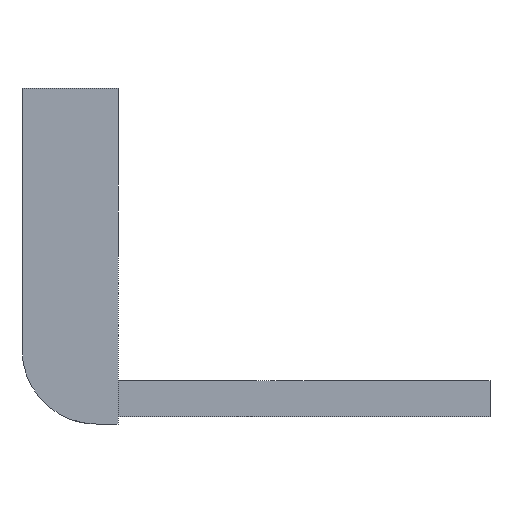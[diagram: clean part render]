
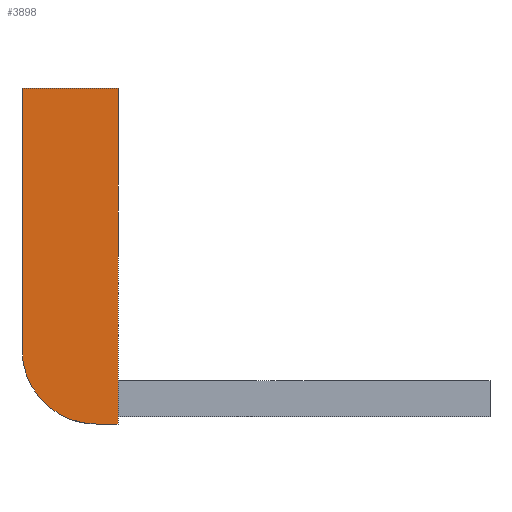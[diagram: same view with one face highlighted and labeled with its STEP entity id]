
A CAD part, front view. The second image highlights one B-rep face of the part: STEP entity #3898.
In plain terms, the highlighted planar face has unit normal (0, -1, 0).
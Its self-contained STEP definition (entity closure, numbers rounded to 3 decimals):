
#3525=CARTESIAN_POINT('',(3.1,0.,-10.9));
#3526=DIRECTION('',(0.,-1.,0.));
#3527=DIRECTION('',(-1.,0.,0.));
#3528=AXIS2_PLACEMENT_3D('',#3525,#3526,#3527);
#3533=DIRECTION('',(0.,0.,1.));
#3534=VECTOR('',#3533,10.9);
#3535=CARTESIAN_POINT('',(0.,0.,-10.9));
#3536=LINE('',#3535,#3534);
#3540=DIRECTION('',(1.,0.,0.));
#3541=VECTOR('',#3540,4.);
#3542=CARTESIAN_POINT('',(0.,0.,0.));
#3543=LINE('',#3542,#3541);
#3547=DIRECTION('',(0.,0.,-1.));
#3548=VECTOR('',#3547,14.);
#3549=CARTESIAN_POINT('',(4.,0.,0.));
#3550=LINE('',#3549,#3548);
#3554=DIRECTION('',(-1.,0.,0.));
#3555=VECTOR('',#3554,0.9);
#3556=CARTESIAN_POINT('',(4.,0.,-14.));
#3557=LINE('',#3556,#3555);
#3825=CARTESIAN_POINT('',(0.,0.,0.));
#3826=CARTESIAN_POINT('',(4.,0.,0.));
#3827=VERTEX_POINT('',#3825);
#3828=VERTEX_POINT('',#3826);
#3829=CARTESIAN_POINT('',(4.,0.,-14.));
#3830=VERTEX_POINT('',#3829);
#3857=CARTESIAN_POINT('',(0.,0.,-10.9));
#3858=CARTESIAN_POINT('',(3.1,0.,-14.));
#3859=VERTEX_POINT('',#3857);
#3860=VERTEX_POINT('',#3858);
#3881=CARTESIAN_POINT('',(0.,0.,0.));
#3882=DIRECTION('',(0.,1.,0.));
#3883=DIRECTION('',(1.,0.,0.));
#3884=AXIS2_PLACEMENT_3D('',#3881,#3882,#3883);
#3885=PLANE('',#3884);
#3887=ORIENTED_EDGE('',*,*,#3886,.F.);
#3889=ORIENTED_EDGE('',*,*,#3888,.T.);
#3891=ORIENTED_EDGE('',*,*,#3890,.T.);
#3893=ORIENTED_EDGE('',*,*,#3892,.T.);
#3895=ORIENTED_EDGE('',*,*,#3894,.T.);
#3896=EDGE_LOOP('',(#3887,#3889,#3891,#3893,#3895));
#3897=FACE_OUTER_BOUND('',#3896,.F.);
#3529=CIRCLE('',#3528,3.1);
#3886=EDGE_CURVE('',#3859,#3860,#3529,.T.);
#3888=EDGE_CURVE('',#3859,#3827,#3536,.T.);
#3890=EDGE_CURVE('',#3827,#3828,#3543,.T.);
#3892=EDGE_CURVE('',#3828,#3830,#3550,.T.);
#3894=EDGE_CURVE('',#3830,#3860,#3557,.T.);
#3898=ADVANCED_FACE('',(#3897),#3885,.F.);
